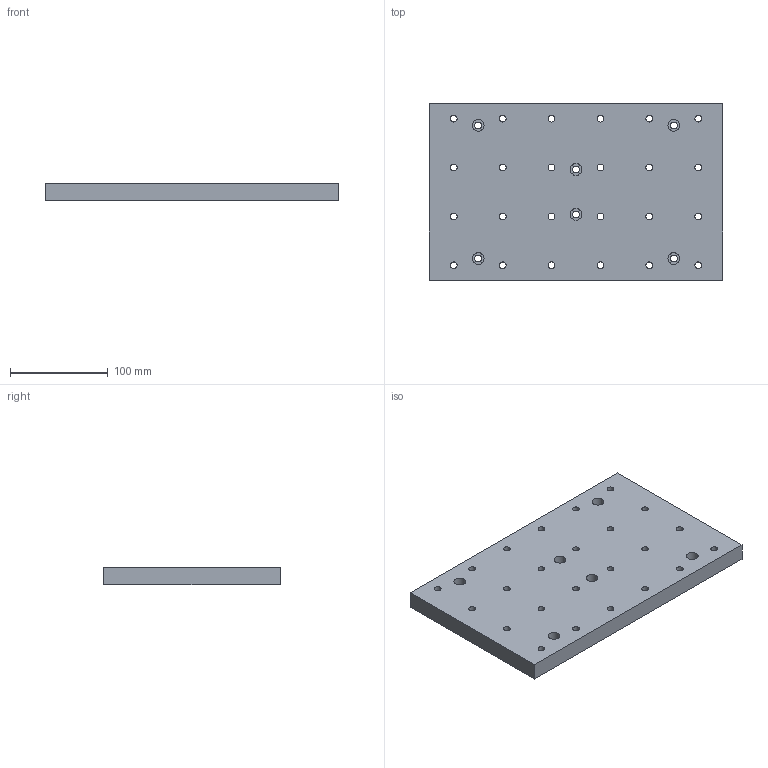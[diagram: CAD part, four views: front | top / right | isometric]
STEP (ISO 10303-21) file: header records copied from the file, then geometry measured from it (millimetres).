
FILE_DESCRIPTION(/* description */ (''),/* implementation_level */ '2;1');
FILE_NAME(/* name */ 'CNC 3080 Spoilboard v11.step',/* time_stamp */ '2023-05-10T00:09:37+01:00',/* author */ (''),/* organization */ (''),/* preprocessor_version */ 'ST-DEVELOPER v19.2',/* originating_system */ 'Autodesk Translation Framework v12.4.0.73',/* authorisation */ '');
FILE_SCHEMA (('AUTOMOTIVE_DESIGN { 1 0 10303 214 3 1 1 }'));
Length unit declared in the file: millimetre
Products named in the file (2): CNC 3080 Spoilboard; Board
Assembly tree (1 placements, depth 2):
  CNC 3080 Spoilboard
    Board
Bounding box: 300 x 180 x 18 mm (x, y, z)
Volume: 932613.9 mm3; surface area: 137937.5 mm2
Topology: 1 solids, 1 shells, 96 faces, 192 edges, 128 vertices
Faces by surface type: cylinder 60, plane 36
Full cylindrical faces by diameter (mm): 7 x30, 12 x6, 20 x24
Entity records: 2736 total; most frequent: DIRECTION 510, CARTESIAN_POINT 419, ORIENTED_EDGE 384, AXIS2_PLACEMENT_3D 219, EDGE_CURVE 192, EDGE_LOOP 186, VERTEX_POINT 128, CIRCLE 120
